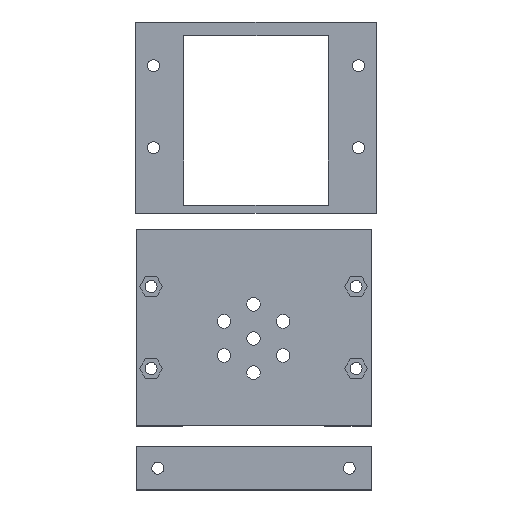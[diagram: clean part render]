
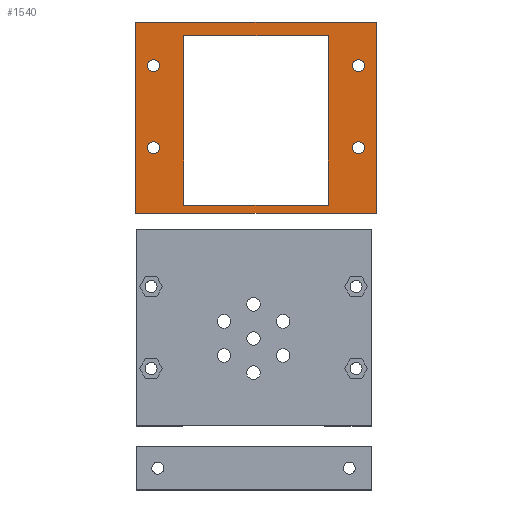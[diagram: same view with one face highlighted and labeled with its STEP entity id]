
A CAD part, top view. The second image highlights one B-rep face of the part: STEP entity #1540.
In plain terms, the highlighted planar face has unit normal (0, 0, 1).
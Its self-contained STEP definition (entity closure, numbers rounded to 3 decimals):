
#56=FACE_BOUND('',#319,.T.);
#57=FACE_BOUND('',#320,.T.);
#58=FACE_BOUND('',#321,.T.);
#59=FACE_BOUND('',#322,.T.);
#60=FACE_BOUND('',#323,.T.);
#121=PLANE('',#1662);
#201=FACE_OUTER_BOUND('',#318,.T.);
#318=EDGE_LOOP('',(#1429,#1430,#1431,#1432,#1433));
#319=EDGE_LOOP('',(#1434));
#320=EDGE_LOOP('',(#1435));
#321=EDGE_LOOP('',(#1436,#1437,#1438,#1439));
#322=EDGE_LOOP('',(#1440));
#323=EDGE_LOOP('',(#1441));
#459=LINE('',#2411,#625);
#465=LINE('',#2422,#631);
#466=LINE('',#2425,#632);
#472=LINE('',#2443,#638);
#477=LINE('',#2463,#643);
#480=LINE('',#2469,#646);
#483=LINE('',#2475,#649);
#486=LINE('',#2481,#652);
#489=LINE('',#2485,#655);
#625=VECTOR('',#1992,10.);
#631=VECTOR('',#2000,10.);
#632=VECTOR('',#2003,10.);
#638=VECTOR('',#2023,10.);
#643=VECTOR('',#2042,10.);
#646=VECTOR('',#2047,10.);
#649=VECTOR('',#2052,10.);
#652=VECTOR('',#2057,10.);
#655=VECTOR('',#2062,10.);
#686=CIRCLE('',#1644,2.2);
#688=CIRCLE('',#1647,2.2);
#690=CIRCLE('',#1651,2.2);
#692=CIRCLE('',#1654,2.2);
#804=VERTEX_POINT('',#2409);
#805=VERTEX_POINT('',#2410);
#809=VERTEX_POINT('',#2420);
#810=VERTEX_POINT('',#2424);
#812=VERTEX_POINT('',#2430);
#814=VERTEX_POINT('',#2436);
#816=VERTEX_POINT('',#2445);
#818=VERTEX_POINT('',#2451);
#822=VERTEX_POINT('',#2460);
#823=VERTEX_POINT('',#2462);
#825=VERTEX_POINT('',#2468);
#827=VERTEX_POINT('',#2474);
#829=VERTEX_POINT('',#2480);
#995=EDGE_CURVE('',#804,#805,#459,.T.);
#1001=EDGE_CURVE('',#804,#809,#465,.T.);
#1002=EDGE_CURVE('',#810,#805,#466,.T.);
#1005=EDGE_CURVE('',#812,#812,#686,.T.);
#1008=EDGE_CURVE('',#814,#814,#688,.T.);
#1012=EDGE_CURVE('',#809,#810,#472,.T.);
#1013=EDGE_CURVE('',#816,#816,#690,.T.);
#1016=EDGE_CURVE('',#818,#818,#692,.T.);
#1021=EDGE_CURVE('',#823,#822,#477,.T.);
#1024=EDGE_CURVE('',#825,#823,#480,.T.);
#1027=EDGE_CURVE('',#827,#825,#483,.T.);
#1030=EDGE_CURVE('',#829,#827,#486,.T.);
#1033=EDGE_CURVE('',#822,#829,#489,.T.);
#1429=ORIENTED_EDGE('',*,*,#1033,.T.);
#1430=ORIENTED_EDGE('',*,*,#1030,.T.);
#1431=ORIENTED_EDGE('',*,*,#1027,.T.);
#1432=ORIENTED_EDGE('',*,*,#1024,.T.);
#1433=ORIENTED_EDGE('',*,*,#1021,.T.);
#1434=ORIENTED_EDGE('',*,*,#1016,.T.);
#1435=ORIENTED_EDGE('',*,*,#1013,.T.);
#1436=ORIENTED_EDGE('',*,*,#1012,.T.);
#1437=ORIENTED_EDGE('',*,*,#1002,.T.);
#1438=ORIENTED_EDGE('',*,*,#995,.F.);
#1439=ORIENTED_EDGE('',*,*,#1001,.T.);
#1440=ORIENTED_EDGE('',*,*,#1008,.T.);
#1441=ORIENTED_EDGE('',*,*,#1005,.T.);
#1540=ADVANCED_FACE('',(#201,#56,#57,#58,#59,#60),#121,.F.);
#1644=AXIS2_PLACEMENT_3D('',#2431,#2008,#2009);
#1647=AXIS2_PLACEMENT_3D('',#2437,#2015,#2016);
#1651=AXIS2_PLACEMENT_3D('',#2446,#2026,#2027);
#1654=AXIS2_PLACEMENT_3D('',#2452,#2033,#2034);
#1662=AXIS2_PLACEMENT_3D('',#2487,#2065,#2066);
#1992=DIRECTION('',(-1.,0.,0.));
#2000=DIRECTION('',(0.,-1.,0.));
#2003=DIRECTION('',(0.,1.,0.));
#2008=DIRECTION('center_axis',(0.,0.,-1.));
#2009=DIRECTION('ref_axis',(-1.,0.,0.));
#2015=DIRECTION('center_axis',(0.,0.,-1.));
#2016=DIRECTION('ref_axis',(-1.,0.,0.));
#2023=DIRECTION('',(-1.,0.,0.));
#2026=DIRECTION('center_axis',(0.,0.,-1.));
#2027=DIRECTION('ref_axis',(-1.,0.,0.));
#2033=DIRECTION('center_axis',(0.,0.,-1.));
#2034=DIRECTION('ref_axis',(-1.,0.,0.));
#2042=DIRECTION('',(0.,-1.,0.));
#2047=DIRECTION('',(-1.,0.,0.));
#2052=DIRECTION('',(0.,1.,0.));
#2057=DIRECTION('',(1.,0.,0.));
#2062=DIRECTION('',(0.,-1.,0.));
#2065=DIRECTION('center_axis',(0.,0.,-1.));
#2066=DIRECTION('ref_axis',(-1.,0.,0.));
#2409=CARTESIAN_POINT('',(-392.81,190.733,-9.));
#2410=CARTESIAN_POINT('',(-445.61,190.733,-9.));
#2411=CARTESIAN_POINT('',(-392.81,190.733,-9.));
#2420=CARTESIAN_POINT('',(-392.81,128.733,-9.));
#2422=CARTESIAN_POINT('',(-392.81,128.733,-9.));
#2424=CARTESIAN_POINT('',(-445.61,128.733,-9.));
#2425=CARTESIAN_POINT('',(-445.61,128.733,-9.));
#2430=CARTESIAN_POINT('',(-379.512,149.733,-9.));
#2431=CARTESIAN_POINT('Origin',(-381.712,149.733,-9.));
#2436=CARTESIAN_POINT('',(-379.51,179.733,-9.));
#2437=CARTESIAN_POINT('Origin',(-381.71,179.733,-9.));
#2443=CARTESIAN_POINT('',(-463.21,128.733,-9.));
#2445=CARTESIAN_POINT('',(-454.51,179.733,-9.));
#2446=CARTESIAN_POINT('Origin',(-456.71,179.733,-9.));
#2451=CARTESIAN_POINT('',(-454.51,149.733,-9.));
#2452=CARTESIAN_POINT('Origin',(-456.71,149.733,-9.));
#2460=CARTESIAN_POINT('',(-463.21,192.733,-9.));
#2462=CARTESIAN_POINT('',(-463.21,195.733,-9.));
#2463=CARTESIAN_POINT('',(-463.21,192.733,-9.));
#2468=CARTESIAN_POINT('',(-375.21,195.733,-9.));
#2469=CARTESIAN_POINT('',(-375.21,195.733,-9.));
#2474=CARTESIAN_POINT('',(-375.21,125.733,-9.));
#2475=CARTESIAN_POINT('',(-375.21,192.733,-9.));
#2480=CARTESIAN_POINT('',(-463.21,125.733,-9.));
#2481=CARTESIAN_POINT('',(-375.21,125.733,-9.));
#2485=CARTESIAN_POINT('',(-463.21,192.733,-9.));
#2487=CARTESIAN_POINT('Origin',(-419.21,160.733,-9.));
